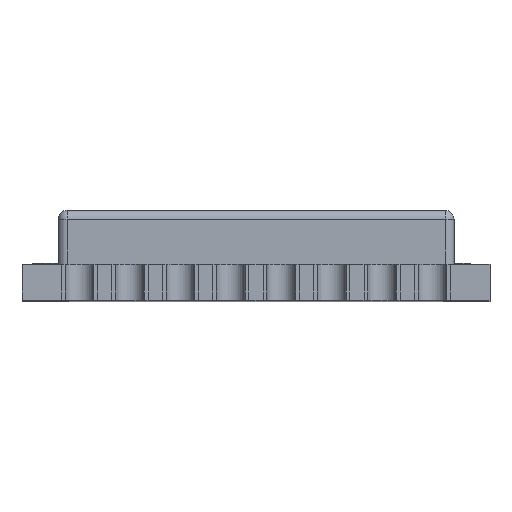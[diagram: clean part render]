
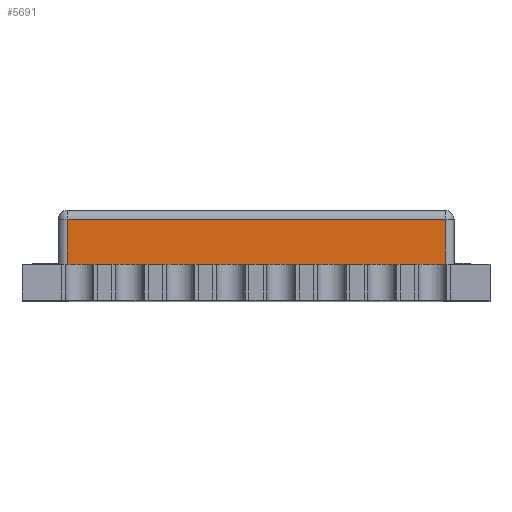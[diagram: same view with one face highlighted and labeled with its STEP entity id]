
A CAD part, top view. The second image highlights one B-rep face of the part: STEP entity #5691.
In plain terms, the highlighted planar face has unit normal (0, 0, 1).
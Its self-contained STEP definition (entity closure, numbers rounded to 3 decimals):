
#333=FACE_OUTER_BOUND('',#663,.T.);
#663=EDGE_LOOP('',(#4399,#4400,#4401,#4402));
#1179=LINE('',#8725,#1905);
#1182=LINE('',#8739,#1908);
#1194=LINE('',#8777,#1920);
#1198=LINE('',#8786,#1924);
#1905=VECTOR('',#6931,10.);
#1908=VECTOR('',#6946,10.);
#1920=VECTOR('',#6990,10.);
#1924=VECTOR('',#7004,10.);
#2539=VERTEX_POINT('',#8718);
#2541=VERTEX_POINT('',#8723);
#2542=VERTEX_POINT('',#8728);
#2545=VERTEX_POINT('',#8735);
#3191=EDGE_CURVE('',#2541,#2539,#1179,.T.);
#3198=EDGE_CURVE('',#2542,#2545,#1182,.T.);
#3218=EDGE_CURVE('',#2539,#2542,#1194,.T.);
#3222=EDGE_CURVE('',#2545,#2541,#1198,.T.);
#4399=ORIENTED_EDGE('',*,*,#3191,.F.);
#4400=ORIENTED_EDGE('',*,*,#3222,.F.);
#4401=ORIENTED_EDGE('',*,*,#3198,.F.);
#4402=ORIENTED_EDGE('',*,*,#3218,.F.);
#5387=PLANE('',#6089);
#5691=ADVANCED_FACE('',(#333),#5387,.T.);
#6089=AXIS2_PLACEMENT_3D('',#8785,#7002,#7003);
#6931=DIRECTION('',(0.,1.,0.));
#6946=DIRECTION('',(0.,-1.,0.));
#6990=DIRECTION('',(1.,0.,0.));
#7002=DIRECTION('center_axis',(0.,0.,1.));
#7003=DIRECTION('ref_axis',(1.,0.,0.));
#7004=DIRECTION('',(-1.,0.,0.));
#8718=CARTESIAN_POINT('',(1.25,2.25,-1.));
#8723=CARTESIAN_POINT('',(1.25,1.,-1.));
#8725=CARTESIAN_POINT('',(1.25,1.,-1.));
#8728=CARTESIAN_POINT('',(11.75,2.25,-1.));
#8735=CARTESIAN_POINT('',(11.75,1.,-1.));
#8739=CARTESIAN_POINT('',(11.75,1.,-1.));
#8777=CARTESIAN_POINT('',(3.75,2.25,-1.));
#8785=CARTESIAN_POINT('Origin',(1.,1.,-1.));
#8786=CARTESIAN_POINT('',(12.,1.,-1.));
